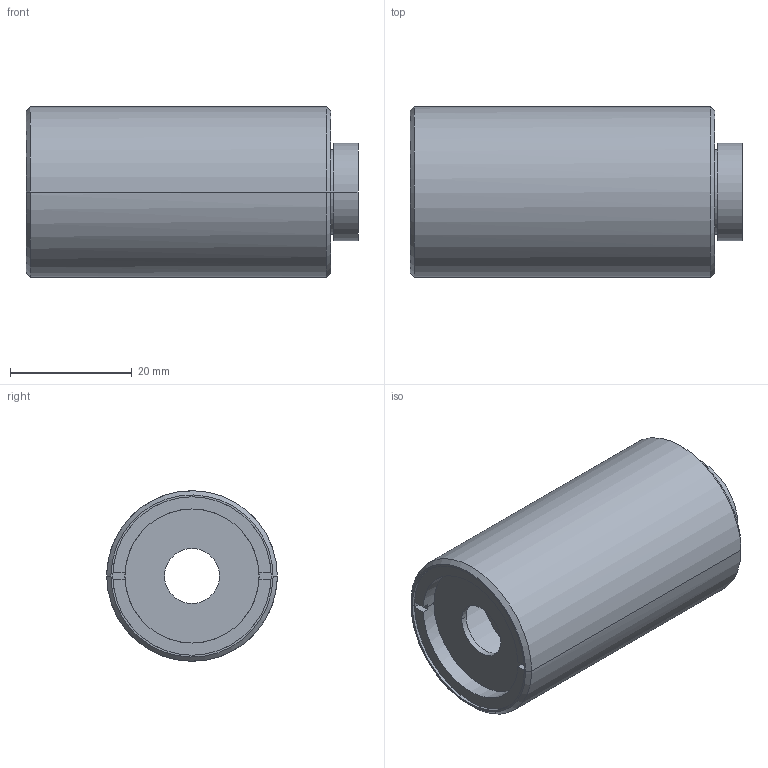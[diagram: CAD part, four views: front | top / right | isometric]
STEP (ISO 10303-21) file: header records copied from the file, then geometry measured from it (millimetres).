
FILE_DESCRIPTION(/* description */ ('VariCAD 2015-1.09 AP-214'),/* implementation_level */ '2;1');
FILE_NAME(/* name */ 'TMNX-A1.stp',/* time_stamp */ '2015-05-23T02:34:33+09:00',/* author */ (''),/* organization */ (''),/* preprocessor_version */ 'ST-DEVELOPER v14',/* originating_system */ 'VariCAD 2015-1.09; kernel version (20130303)',/* authorisation */ '');
FILE_SCHEMA (('AUTOMOTIVE_DESIGN'));
Length unit declared in the file: millimetre
Products named in the file (2): TMNX-A1
Assembly tree (1 placements, depth 2):
  TMNX-A1
    TMNX-A1
Bounding box: 54.5 x 28 x 28 mm (x, y, z)
Volume: 10858.6 mm3; surface area: 12475.1 mm2
Topology: 1 solids, 1 shells, 59 faces, 130 edges, 84 vertices
Faces by surface type: cylinder 28, plane 27, cone 4
Entity records: 1710 total; most frequent: DIRECTION 328, CARTESIAN_POINT 277, ORIENTED_EDGE 260, AXIS2_PLACEMENT_3D 135, EDGE_CURVE 130, VERTEX_POINT 84, EDGE_LOOP 72, CIRCLE 72
